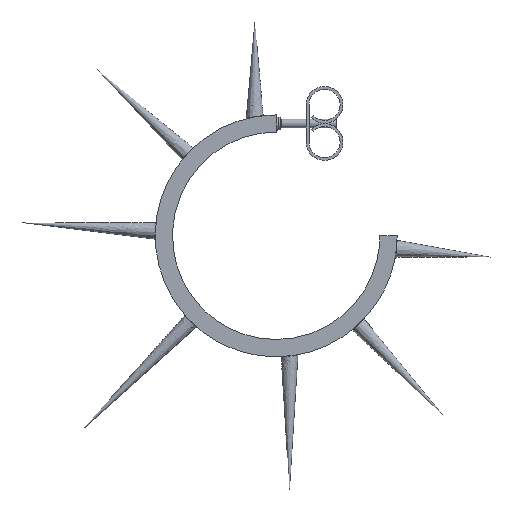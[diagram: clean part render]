
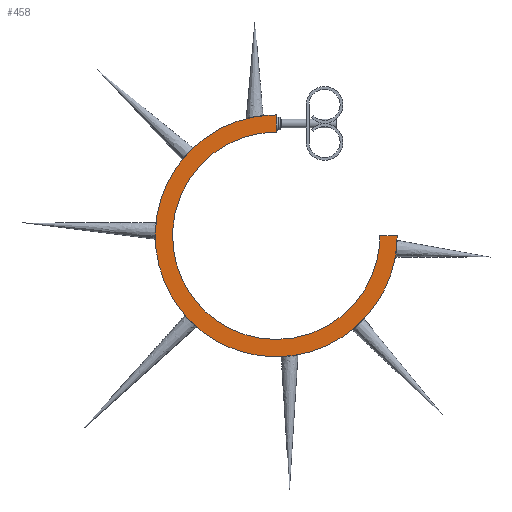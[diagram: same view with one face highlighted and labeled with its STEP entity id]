
A CAD part, front view. The second image highlights one B-rep face of the part: STEP entity #458.
In plain terms, the highlighted free-form (B-spline) face has degree [1, 1] with [2, 2] control points.
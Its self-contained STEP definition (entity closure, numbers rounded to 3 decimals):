
#139 = VERTEX_POINT('',#140);
#140 = CARTESIAN_POINT('',(15.42,4.975,
    -13.03));
#145 = EDGE_CURVE('',#146,#139,#148,.T.);
#146 = VERTEX_POINT('',#147);
#147 = CARTESIAN_POINT('',(-13.341,4.975,15.732
    ));
#148 = ( BOUNDED_CURVE() B_SPLINE_CURVE(2,(#149,#150,#151,#152,#153),
.UNSPECIFIED.,.F.,.F.) B_SPLINE_CURVE_WITH_KNOTS((3,2,3),(3.142,
5.498,7.854),.PIECEWISE_BEZIER_KNOTS.) CURVE() 
GEOMETRIC_REPRESENTATION_ITEM() RATIONAL_B_SPLINE_CURVE((1.,
0.383,1.,0.383,1.)) REPRESENTATION_ITEM('') );
#149 = CARTESIAN_POINT('',(-13.341,4.975,15.732
    ));
#150 = CARTESIAN_POINT('',(-82.778,4.975,
    15.732));
#151 = CARTESIAN_POINT('',(-33.679,4.975,
    -33.368));
#152 = CARTESIAN_POINT('',(15.42,4.975,
    -82.467));
#153 = CARTESIAN_POINT('',(15.42,4.975,
    -13.03));
#355 = VERTEX_POINT('',#356);
#356 = CARTESIAN_POINT('',(-13.341,4.975,11.623
    ));
#372 = EDGE_CURVE('',#146,#355,#373,.T.);
#373 = B_SPLINE_CURVE_WITH_KNOTS('',1,(#374,#375),.UNSPECIFIED.,.F.,.F.,
  (2,2),(-1.588,1.588),.PIECEWISE_BEZIER_KNOTS.);
#374 = CARTESIAN_POINT('',(-13.341,4.975,15.732
    ));
#375 = CARTESIAN_POINT('',(-13.341,4.975,11.623
    ));
#393 = VERTEX_POINT('',#394);
#394 = CARTESIAN_POINT('',(11.312,4.975,
    -13.03));
#399 = EDGE_CURVE('',#393,#139,#400,.T.);
#400 = B_SPLINE_CURVE_WITH_KNOTS('',1,(#401,#402),.UNSPECIFIED.,.F.,.F.,
  (2,2),(-1.588,1.588),.PIECEWISE_BEZIER_KNOTS.);
#401 = CARTESIAN_POINT('',(11.312,4.975,
    -13.03));
#402 = CARTESIAN_POINT('',(15.42,4.975,
    -13.03));
#414 = EDGE_CURVE('',#355,#393,#415,.T.);
#415 = ( BOUNDED_CURVE() B_SPLINE_CURVE(2,(#416,#417,#418,#419,#420),
.UNSPECIFIED.,.F.,.F.) B_SPLINE_CURVE_WITH_KNOTS((3,2,3),(3.142,
5.498,7.854),.PIECEWISE_BEZIER_KNOTS.) CURVE() 
GEOMETRIC_REPRESENTATION_ITEM() RATIONAL_B_SPLINE_CURVE((1.,
0.383,1.,0.383,1.)) REPRESENTATION_ITEM('') );
#416 = CARTESIAN_POINT('',(-13.341,4.975,11.623
    ));
#417 = CARTESIAN_POINT('',(-72.859,4.975,
    11.623));
#418 = CARTESIAN_POINT('',(-30.774,4.975,
    -30.462));
#419 = CARTESIAN_POINT('',(11.312,4.975,
    -72.547));
#420 = CARTESIAN_POINT('',(11.312,4.975,
    -13.03));
#458 = ADVANCED_FACE('',(#459),#465,.T.);
#459 = FACE_BOUND('',#460,.T.);
#460 = EDGE_LOOP('',(#461,#462,#463,#464));
#461 = ORIENTED_EDGE('',*,*,#372,.F.);
#462 = ORIENTED_EDGE('',*,*,#145,.T.);
#463 = ORIENTED_EDGE('',*,*,#399,.F.);
#464 = ORIENTED_EDGE('',*,*,#414,.F.);
#465 = B_SPLINE_SURFACE_WITH_KNOTS('',1,1,(
    (#466,#467)
    ,(#468,#469
  )),.UNSPECIFIED.,.F.,.F.,.F.,(2,2),(2,2),(-22.225,22.225),(-22.225,
    22.225),.PIECEWISE_BEZIER_KNOTS.);
#466 = CARTESIAN_POINT('',(-42.103,4.975,-41.792
    ));
#467 = CARTESIAN_POINT('',(-42.103,4.975,
    15.732));
#468 = CARTESIAN_POINT('',(15.42,4.975,-41.792
    ));
#469 = CARTESIAN_POINT('',(15.42,4.975,
    15.732));
